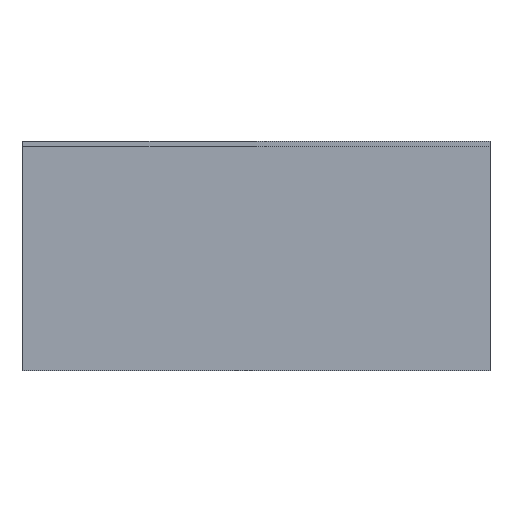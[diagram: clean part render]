
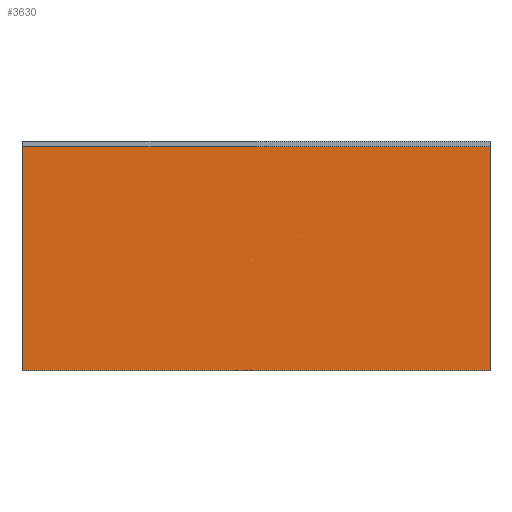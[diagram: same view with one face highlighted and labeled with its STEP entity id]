
A CAD part, front view. The second image highlights one B-rep face of the part: STEP entity #3630.
In plain terms, the highlighted planar face has unit normal (0, -1, 0).
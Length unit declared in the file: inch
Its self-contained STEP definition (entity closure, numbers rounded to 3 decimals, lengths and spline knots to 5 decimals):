
#3500=CARTESIAN_POINT('',(-1.0,-0.125,0.48));
#3501=VERTEX_POINT('',#3500);
#3502=CARTESIAN_POINT('',(1.0,-0.125,0.48));
#3503=VERTEX_POINT('',#3502);
#3504=CARTESIAN_POINT('',(-1.0,-0.125,0.48));
#3505=DIRECTION('',(1.0,0.0,0.0));
#3506=VECTOR('',#3505,2.0);
#3507=LINE('',#3504,#3506);
#3508=EDGE_CURVE('',#3501,#3503,#3507,.T.);
#3540=CARTESIAN_POINT('',(1.0,-0.125,-0.48));
#3541=VERTEX_POINT('',#3540);
#3542=CARTESIAN_POINT('',(1.0,-0.125,0.48));
#3543=DIRECTION('',(0.0,0.0,-1.0));
#3544=VECTOR('',#3543,0.96);
#3545=LINE('',#3542,#3544);
#3546=EDGE_CURVE('',#3503,#3541,#3545,.T.);
#3571=CARTESIAN_POINT('',(-1.0,-0.125,-0.48));
#3572=VERTEX_POINT('',#3571);
#3573=CARTESIAN_POINT('',(1.0,-0.125,-0.48));
#3574=DIRECTION('',(-1.0,0.0,0.0));
#3575=VECTOR('',#3574,2.0);
#3576=LINE('',#3573,#3575);
#3577=EDGE_CURVE('',#3541,#3572,#3576,.T.);
#3602=CARTESIAN_POINT('',(-1.0,-0.125,-0.48));
#3603=DIRECTION('',(0.0,0.0,1.0));
#3604=VECTOR('',#3603,0.96);
#3605=LINE('',#3602,#3604);
#3606=EDGE_CURVE('',#3572,#3501,#3605,.T.);
#3619=CARTESIAN_POINT('',(0.0,-0.125,0.0));
#3620=DIRECTION('',(0.0,1.0,0.0));
#3621=DIRECTION('',(0.0,0.0,1.0));
#3622=AXIS2_PLACEMENT_3D('',#3619,#3620,#3621);
#3623=PLANE('',#3622);
#3624=ORIENTED_EDGE('',*,*,#3508,.F.);
#3625=ORIENTED_EDGE('',*,*,#3606,.F.);
#3626=ORIENTED_EDGE('',*,*,#3577,.F.);
#3627=ORIENTED_EDGE('',*,*,#3546,.F.);
#3628=EDGE_LOOP('',(#3624,#3625,#3626,#3627));
#3629=FACE_OUTER_BOUND('',#3628,.T.);
#3630=ADVANCED_FACE('',(#3629),#3623,.F.);
